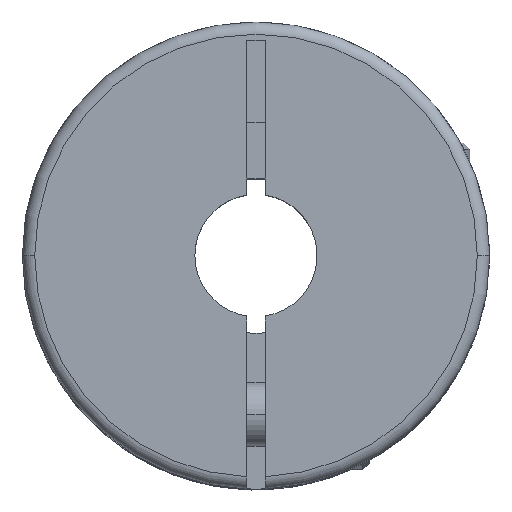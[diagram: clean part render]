
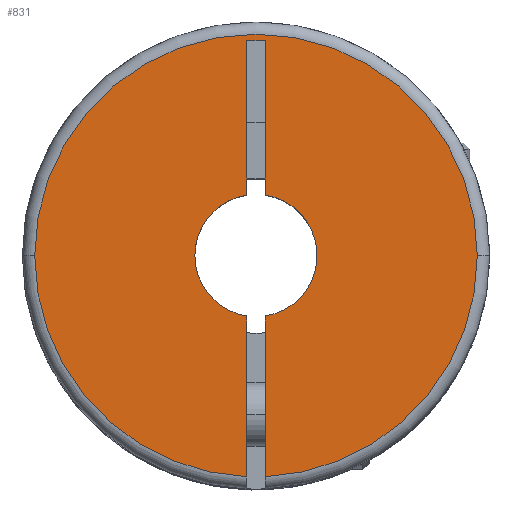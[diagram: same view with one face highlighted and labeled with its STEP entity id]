
A CAD part, top view. The second image highlights one B-rep face of the part: STEP entity #831.
In plain terms, the highlighted planar face has unit normal (0, 0, 1).
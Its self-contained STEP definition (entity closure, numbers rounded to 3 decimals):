
#23 = CARTESIAN_POINT ( 'NONE',  ( 0., 0., 0. ) ) ;
#30 = AXIS2_PLACEMENT_3D ( 'NONE', #1382, #205, #768 ) ;
#89 = AXIS2_PLACEMENT_3D ( 'NONE', #239, #3846, #1148 ) ;
#108 = CARTESIAN_POINT ( 'NONE',  ( -2.5, 0., 0. ) ) ;
#205 = DIRECTION ( 'NONE',  ( 0., 0., -1. ) ) ;
#239 = CARTESIAN_POINT ( 'NONE',  ( 0., 0., 0. ) ) ;
#244 = DIRECTION ( 'NONE',  ( 0., -1., 0. ) ) ;
#256 = CARTESIAN_POINT ( 'NONE',  ( 9.05, 0., 0. ) ) ;
#311 = LINE ( 'NONE', #923, #361 ) ;
#361 = VECTOR ( 'NONE', #2480, 1000. ) ;
#404 = CIRCLE ( 'NONE', #89, 2.5 ) ;
#408 = CIRCLE ( 'NONE', #1721, 9.05 ) ;
#419 = CARTESIAN_POINT ( 'NONE',  ( -0.375, 8.8, 0. ) ) ;
#506 = EDGE_CURVE ( 'NONE', #3600, #712, #2023, .T. ) ;
#584 = PLANE ( 'NONE',  #2501 ) ;
#589 = DIRECTION ( 'NONE',  ( 0., 0., -1. ) ) ;
#603 = CARTESIAN_POINT ( 'NONE',  ( 0.375, -9.55, 0. ) ) ;
#646 = DIRECTION ( 'NONE',  ( 0., 0., -1. ) ) ;
#654 = CIRCLE ( 'NONE', #2864, 9.05 ) ;
#664 = FACE_OUTER_BOUND ( 'NONE', #2156, .T. ) ;
#689 = CARTESIAN_POINT ( 'NONE',  ( 0.375, 8.8, 0. ) ) ;
#712 = VERTEX_POINT ( 'NONE', #2070 ) ;
#768 = DIRECTION ( 'NONE',  ( -1., 0., 0. ) ) ;
#800 = LINE ( 'NONE', #1487, #3057 ) ;
#831 = ADVANCED_FACE ( 'NONE', ( #664 ), #584, .F. ) ;
#876 = LINE ( 'NONE', #603, #3640 ) ;
#886 = CARTESIAN_POINT ( 'NONE',  ( 0., 0., 0. ) ) ;
#923 = CARTESIAN_POINT ( 'NONE',  ( 0.375, -9.55, 0. ) ) ;
#940 = EDGE_CURVE ( 'NONE', #712, #2024, #311, .T. ) ;
#958 = VERTEX_POINT ( 'NONE', #1891 ) ;
#959 = CARTESIAN_POINT ( 'NONE',  ( -0.375, 8.8, 0. ) ) ;
#967 = ORIENTED_EDGE ( 'NONE', *, *, #3257, .F. ) ;
#1055 = ORIENTED_EDGE ( 'NONE', *, *, #2365, .F. ) ;
#1148 = DIRECTION ( 'NONE',  ( -1., 0., 0. ) ) ;
#1159 = AXIS2_PLACEMENT_3D ( 'NONE', #886, #646, #1852 ) ;
#1195 = LINE ( 'NONE', #3279, #1427 ) ;
#1235 = EDGE_CURVE ( 'NONE', #958, #3738, #876, .T. ) ;
#1382 = CARTESIAN_POINT ( 'NONE',  ( 0., 0., 0. ) ) ;
#1387 = ORIENTED_EDGE ( 'NONE', *, *, #2908, .T. ) ;
#1427 = VECTOR ( 'NONE', #244, 1000. ) ;
#1472 = DIRECTION ( 'NONE',  ( 0., 0., -1. ) ) ;
#1487 = CARTESIAN_POINT ( 'NONE',  ( 0.375, 8.8, 0. ) ) ;
#1549 = DIRECTION ( 'NONE',  ( -1., 0., 0. ) ) ;
#1595 = ORIENTED_EDGE ( 'NONE', *, *, #2792, .F. ) ;
#1615 = VECTOR ( 'NONE', #3645, 1000. ) ;
#1638 = CARTESIAN_POINT ( 'NONE',  ( -9.05, 0., 0. ) ) ;
#1672 = EDGE_CURVE ( 'NONE', #2443, #2570, #3864, .T. ) ;
#1721 = AXIS2_PLACEMENT_3D ( 'NONE', #2647, #589, #2325 ) ;
#1791 = VERTEX_POINT ( 'NONE', #1638 ) ;
#1830 = DIRECTION ( 'NONE',  ( 0., -1., 0. ) ) ;
#1852 = DIRECTION ( 'NONE',  ( -1., 0., 0. ) ) ;
#1891 = CARTESIAN_POINT ( 'NONE',  ( 0.375, 2.472, 0. ) ) ;
#1924 = EDGE_CURVE ( 'NONE', #2570, #2885, #2611, .T. ) ;
#2023 = CIRCLE ( 'NONE', #3589, 9.05 ) ;
#2024 = VERTEX_POINT ( 'NONE', #3482 ) ;
#2070 = CARTESIAN_POINT ( 'NONE',  ( 0.375, -9.042, 0. ) ) ;
#2133 = ORIENTED_EDGE ( 'NONE', *, *, #506, .F. ) ;
#2156 = EDGE_LOOP ( 'NONE', ( #967, #1055, #3428, #3408, #3079, #1595, #2970, #1387, #2533, #2133, #3139 ) ) ;
#2325 = DIRECTION ( 'NONE',  ( -1., 0., 0. ) ) ;
#2344 = CARTESIAN_POINT ( 'NONE',  ( -0.375, -9.042, 0. ) ) ;
#2365 = EDGE_CURVE ( 'NONE', #2443, #3607, #3330, .T. ) ;
#2431 = DIRECTION ( 'NONE',  ( 0., 0., -1. ) ) ;
#2443 = VERTEX_POINT ( 'NONE', #3552 ) ;
#2480 = DIRECTION ( 'NONE',  ( 0., 1., 0. ) ) ;
#2501 = AXIS2_PLACEMENT_3D ( 'NONE', #3026, #2706, #1830 ) ;
#2514 = EDGE_CURVE ( 'NONE', #3797, #2885, #1195, .T. ) ;
#2533 = ORIENTED_EDGE ( 'NONE', *, *, #940, .F. ) ;
#2570 = VERTEX_POINT ( 'NONE', #108 ) ;
#2611 = CIRCLE ( 'NONE', #30, 2.5 ) ;
#2647 = CARTESIAN_POINT ( 'NONE',  ( 0., 0., 0. ) ) ;
#2706 = DIRECTION ( 'NONE',  ( 0., 0., -1. ) ) ;
#2733 = DIRECTION ( 'NONE',  ( 0., 1., 0. ) ) ;
#2792 = EDGE_CURVE ( 'NONE', #3738, #3797, #800, .T. ) ;
#2864 = AXIS2_PLACEMENT_3D ( 'NONE', #3872, #1472, #1549 ) ;
#2885 = VERTEX_POINT ( 'NONE', #3606 ) ;
#2908 = EDGE_CURVE ( 'NONE', #958, #2024, #404, .T. ) ;
#2970 = ORIENTED_EDGE ( 'NONE', *, *, #1235, .F. ) ;
#3026 = CARTESIAN_POINT ( 'NONE',  ( 0., 0., 0. ) ) ;
#3057 = VECTOR ( 'NONE', #3261, 1000. ) ;
#3079 = ORIENTED_EDGE ( 'NONE', *, *, #2514, .F. ) ;
#3139 = ORIENTED_EDGE ( 'NONE', *, *, #3559, .F. ) ;
#3257 = EDGE_CURVE ( 'NONE', #3607, #1791, #654, .T. ) ;
#3261 = DIRECTION ( 'NONE',  ( -1., 0., 0. ) ) ;
#3279 = CARTESIAN_POINT ( 'NONE',  ( -0.375, 8.8, 0. ) ) ;
#3330 = LINE ( 'NONE', #959, #1615 ) ;
#3408 = ORIENTED_EDGE ( 'NONE', *, *, #1924, .T. ) ;
#3428 = ORIENTED_EDGE ( 'NONE', *, *, #1672, .T. ) ;
#3482 = CARTESIAN_POINT ( 'NONE',  ( 0.375, -2.472, 0. ) ) ;
#3552 = CARTESIAN_POINT ( 'NONE',  ( -0.375, -2.472, 0. ) ) ;
#3559 = EDGE_CURVE ( 'NONE', #1791, #3600, #408, .T. ) ;
#3589 = AXIS2_PLACEMENT_3D ( 'NONE', #23, #2431, #3633 ) ;
#3600 = VERTEX_POINT ( 'NONE', #256 ) ;
#3606 = CARTESIAN_POINT ( 'NONE',  ( -0.375, 2.472, 0. ) ) ;
#3607 = VERTEX_POINT ( 'NONE', #2344 ) ;
#3633 = DIRECTION ( 'NONE',  ( -1., 0., 0. ) ) ;
#3640 = VECTOR ( 'NONE', #2733, 1000. ) ;
#3645 = DIRECTION ( 'NONE',  ( 0., -1., 0. ) ) ;
#3738 = VERTEX_POINT ( 'NONE', #689 ) ;
#3797 = VERTEX_POINT ( 'NONE', #419 ) ;
#3846 = DIRECTION ( 'NONE',  ( 0., 0., -1. ) ) ;
#3864 = CIRCLE ( 'NONE', #1159, 2.5 ) ;
#3872 = CARTESIAN_POINT ( 'NONE',  ( 0., 0., 0. ) ) ;
